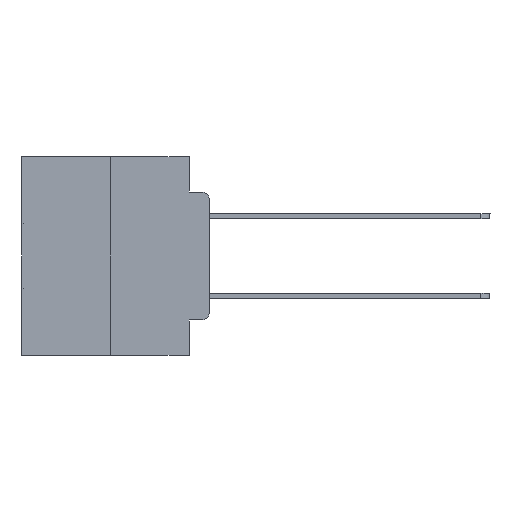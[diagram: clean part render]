
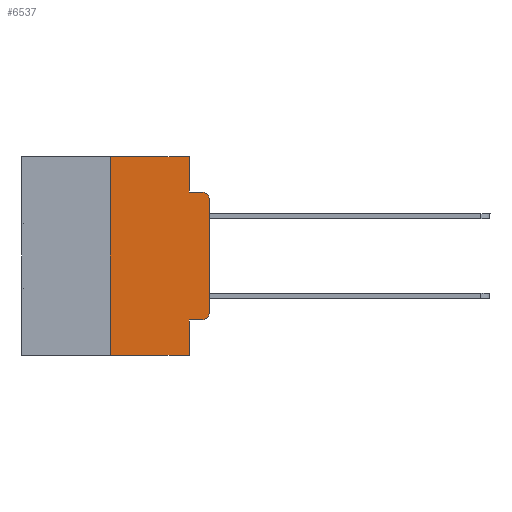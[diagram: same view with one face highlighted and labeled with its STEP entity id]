
A CAD part, left-side view. The second image highlights one B-rep face of the part: STEP entity #6537.
In plain terms, the highlighted planar face has unit normal (-1, 0, 0).
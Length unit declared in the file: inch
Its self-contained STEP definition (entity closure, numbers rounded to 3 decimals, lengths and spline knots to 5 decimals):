
#321 = AXIS2_PLACEMENT_3D ( 'NONE', #8890, #6604, #21653 ) ;
#1163 = EDGE_CURVE ( 'NONE', #31750, #6760, #4202, .T. ) ;
#1849 = ORIENTED_EDGE ( 'NONE', *, *, #8545, .F. ) ;
#2041 = CARTESIAN_POINT ( 'NONE',  ( 0., 0., 0. ) ) ;
#2559 = DIRECTION ( 'NONE',  ( 0., 0., 1. ) ) ;
#3009 = DIRECTION ( 'NONE',  ( 0., -1., 0. ) ) ;
#3194 = DIRECTION ( 'NONE',  ( 0., 0., -1. ) ) ;
#4104 = VECTOR ( 'NONE', #2559, 39.37008 ) ;
#4202 = LINE ( 'NONE', #2041, #21395 ) ;
#4240 = EDGE_CURVE ( 'NONE', #22243, #20999, #6810, .T. ) ;
#4718 = DIRECTION ( 'NONE',  ( 0., -1., 0. ) ) ;
#5042 = VECTOR ( 'NONE', #28900, 39.37008 ) ;
#6097 = EDGE_CURVE ( 'NONE', #20999, #31750, #18671, .T. ) ;
#6537 = ADVANCED_FACE ( 'NONE', ( #9136 ), #29275, .F. ) ;
#6553 = CARTESIAN_POINT ( 'NONE',  ( 0., 0.051, -0.0885 ) ) ;
#6604 = DIRECTION ( 'NONE',  ( -1., 0., 0. ) ) ;
#6760 = VERTEX_POINT ( 'NONE', #7651 ) ;
#6810 = LINE ( 'NONE', #14501, #5042 ) ;
#7372 = CARTESIAN_POINT ( 'NONE',  ( 0., 0.02, -0.0885 ) ) ;
#7651 = CARTESIAN_POINT ( 'NONE',  ( 0., 0., -0.1085 ) ) ;
#8274 = CARTESIAN_POINT ( 'NONE',  ( 0., 0.473, -0.5 ) ) ;
#8456 = DIRECTION ( 'NONE',  ( 0., 0., -1. ) ) ;
#8545 = EDGE_CURVE ( 'NONE', #21407, #27157, #17919, .T. ) ;
#8868 = CARTESIAN_POINT ( 'NONE',  ( 0., 0.051, -0.4115 ) ) ;
#8890 = CARTESIAN_POINT ( 'NONE',  ( 0., 0.02, -0.3915 ) ) ;
#8916 = CIRCLE ( 'NONE', #16233, 0.02 ) ;
#9136 = FACE_OUTER_BOUND ( 'NONE', #22759, .T. ) ;
#9640 = CARTESIAN_POINT ( 'NONE',  ( 0., 0.25, 0. ) ) ;
#9807 = LINE ( 'NONE', #29619, #29216 ) ;
#9944 = EDGE_CURVE ( 'NONE', #6760, #27157, #8916, .T. ) ;
#10156 = DIRECTION ( 'NONE',  ( 0., 0., -1. ) ) ;
#10694 = ORIENTED_EDGE ( 'NONE', *, *, #22834, .F. ) ;
#10744 = LINE ( 'NONE', #28589, #15694 ) ;
#10881 = CARTESIAN_POINT ( 'NONE',  ( 0., 0.051, -0.0885 ) ) ;
#11309 = VERTEX_POINT ( 'NONE', #15980 ) ;
#11896 = AXIS2_PLACEMENT_3D ( 'NONE', #16984, #26992, #16669 ) ;
#13016 = LINE ( 'NONE', #8274, #21961 ) ;
#14204 = DIRECTION ( 'NONE',  ( 0., 0., 1. ) ) ;
#14302 = ORIENTED_EDGE ( 'NONE', *, *, #24472, .T. ) ;
#14501 = CARTESIAN_POINT ( 'NONE',  ( 0., 0.051, -0.4115 ) ) ;
#15664 = CARTESIAN_POINT ( 'NONE',  ( 0., 0.25, 0. ) ) ;
#15694 = VECTOR ( 'NONE', #3194, 39.37008 ) ;
#15980 = CARTESIAN_POINT ( 'NONE',  ( 0., 0.051, 0. ) ) ;
#16233 = AXIS2_PLACEMENT_3D ( 'NONE', #23174, #30721, #8456 ) ;
#16669 = DIRECTION ( 'NONE',  ( 0., 0., -1. ) ) ;
#16984 = CARTESIAN_POINT ( 'NONE',  ( 0., 0.473, 0. ) ) ;
#17165 = CARTESIAN_POINT ( 'NONE',  ( 0., 0.051, -0.5 ) ) ;
#17919 = LINE ( 'NONE', #10881, #22423 ) ;
#18226 = ORIENTED_EDGE ( 'NONE', *, *, #1163, .T. ) ;
#18671 = CIRCLE ( 'NONE', #321, 0.02 ) ;
#19270 = ORIENTED_EDGE ( 'NONE', *, *, #27686, .F. ) ;
#19750 = ORIENTED_EDGE ( 'NONE', *, *, #22901, .F. ) ;
#20999 = VERTEX_POINT ( 'NONE', #29185 ) ;
#21395 = VECTOR ( 'NONE', #14204, 39.37008 ) ;
#21407 = VERTEX_POINT ( 'NONE', #6553 ) ;
#21653 = DIRECTION ( 'NONE',  ( 0., 0., -1. ) ) ;
#21961 = VECTOR ( 'NONE', #3009, 39.37008 ) ;
#22243 = VERTEX_POINT ( 'NONE', #8868 ) ;
#22420 = EDGE_CURVE ( 'NONE', #22243, #23918, #25383, .T. ) ;
#22423 = VECTOR ( 'NONE', #23142, 39.37008 ) ;
#22742 = CARTESIAN_POINT ( 'NONE',  ( 0., 0.051, 0. ) ) ;
#22759 = EDGE_LOOP ( 'NONE', ( #18226, #31512, #1849, #19270, #10694, #19750, #14302, #30886, #25220, #23867 ) ) ;
#22834 = EDGE_CURVE ( 'NONE', #28992, #11309, #9807, .T. ) ;
#22901 = EDGE_CURVE ( 'NONE', #30422, #28992, #25022, .T. ) ;
#23093 = CARTESIAN_POINT ( 'NONE',  ( 0., 0.25, -0.5 ) ) ;
#23142 = DIRECTION ( 'NONE',  ( 0., -1., 0. ) ) ;
#23174 = CARTESIAN_POINT ( 'NONE',  ( 0., 0.02, -0.1085 ) ) ;
#23426 = CARTESIAN_POINT ( 'NONE',  ( 0., 0., -0.3915 ) ) ;
#23867 = ORIENTED_EDGE ( 'NONE', *, *, #6097, .T. ) ;
#23918 = VERTEX_POINT ( 'NONE', #17165 ) ;
#24472 = EDGE_CURVE ( 'NONE', #30422, #23918, #13016, .T. ) ;
#25022 = LINE ( 'NONE', #9640, #4104 ) ;
#25220 = ORIENTED_EDGE ( 'NONE', *, *, #4240, .T. ) ;
#25383 = LINE ( 'NONE', #22742, #28145 ) ;
#26992 = DIRECTION ( 'NONE',  ( 1., 0., 0. ) ) ;
#27157 = VERTEX_POINT ( 'NONE', #7372 ) ;
#27686 = EDGE_CURVE ( 'NONE', #11309, #21407, #10744, .T. ) ;
#28145 = VECTOR ( 'NONE', #10156, 39.37008 ) ;
#28589 = CARTESIAN_POINT ( 'NONE',  ( 0., 0.051, 0. ) ) ;
#28900 = DIRECTION ( 'NONE',  ( 0., -1., 0. ) ) ;
#28992 = VERTEX_POINT ( 'NONE', #15664 ) ;
#29185 = CARTESIAN_POINT ( 'NONE',  ( 0., 0.02, -0.4115 ) ) ;
#29216 = VECTOR ( 'NONE', #4718, 39.37008 ) ;
#29275 = PLANE ( 'NONE',  #11896 ) ;
#29619 = CARTESIAN_POINT ( 'NONE',  ( 0., 0.473, 0. ) ) ;
#30422 = VERTEX_POINT ( 'NONE', #23093 ) ;
#30721 = DIRECTION ( 'NONE',  ( -1., 0., 0. ) ) ;
#30886 = ORIENTED_EDGE ( 'NONE', *, *, #22420, .F. ) ;
#31512 = ORIENTED_EDGE ( 'NONE', *, *, #9944, .T. ) ;
#31750 = VERTEX_POINT ( 'NONE', #23426 ) ;
